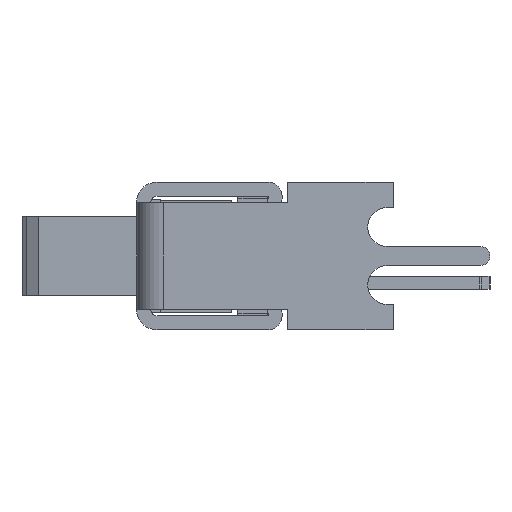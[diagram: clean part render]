
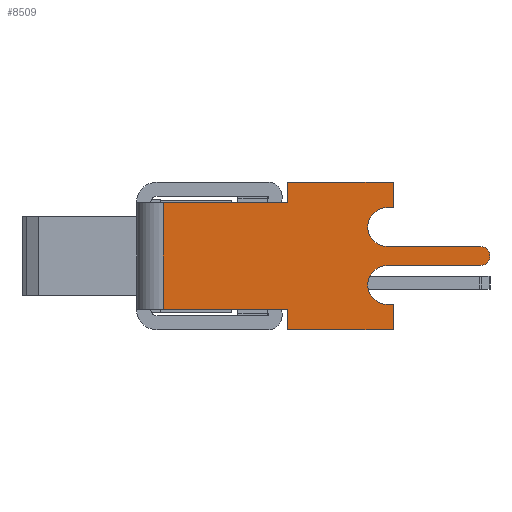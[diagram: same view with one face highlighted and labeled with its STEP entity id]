
A CAD part, left-side view. The second image highlights one B-rep face of the part: STEP entity #8509.
In plain terms, the highlighted planar face has unit normal (-1, 0, 0).
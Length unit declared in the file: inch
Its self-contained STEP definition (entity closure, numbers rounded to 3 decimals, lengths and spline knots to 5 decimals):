
#415=FACE_OUTER_BOUND('',#821,.T.);
#821=EDGE_LOOP('',(#6568,#6569,#6570,#6571,#6572,#6573,#6574,#6575,#6576,
#6577,#6578,#6579,#6580,#6581,#6582,#6583));
#1156=CIRCLE('',#9078,0.0305);
#1158=CIRCLE('',#9087,0.0305);
#1160=CIRCLE('',#9091,0.015);
#1800=LINE('',#13082,#2747);
#1806=LINE('',#13094,#2753);
#1809=LINE('',#13102,#2756);
#1813=LINE('',#13114,#2760);
#1816=LINE('',#13120,#2763);
#1819=LINE('',#13124,#2766);
#1821=LINE('',#13129,#2768);
#1824=LINE('',#13135,#2771);
#1827=LINE('',#13141,#2774);
#1831=LINE('',#13153,#2778);
#1833=LINE('',#13160,#2780);
#1834=LINE('',#13162,#2781);
#1835=LINE('',#13163,#2782);
#2747=VECTOR('',#10675,0.3937);
#2753=VECTOR('',#10683,0.3937);
#2756=VECTOR('',#10688,0.3937);
#2760=VECTOR('',#10700,0.3937);
#2763=VECTOR('',#10705,0.3937);
#2766=VECTOR('',#10710,0.3937);
#2768=VECTOR('',#10714,0.3937);
#2771=VECTOR('',#10719,0.3937);
#2774=VECTOR('',#10724,0.3937);
#2778=VECTOR('',#10736,0.3937);
#2780=VECTOR('',#10746,0.3937);
#2781=VECTOR('',#10747,0.3937);
#2782=VECTOR('',#10748,0.3937);
#3627=VERTEX_POINT('',#13078);
#3629=VERTEX_POINT('',#13081);
#3632=VERTEX_POINT('',#13088);
#3634=VERTEX_POINT('',#13092);
#3637=VERTEX_POINT('',#13099);
#3638=VERTEX_POINT('',#13101);
#3640=VERTEX_POINT('',#13107);
#3642=VERTEX_POINT('',#13113);
#3644=VERTEX_POINT('',#13119);
#3646=VERTEX_POINT('',#13128);
#3648=VERTEX_POINT('',#13134);
#3650=VERTEX_POINT('',#13140);
#3652=VERTEX_POINT('',#13146);
#3654=VERTEX_POINT('',#13152);
#3655=VERTEX_POINT('',#13159);
#3656=VERTEX_POINT('',#13161);
#4665=EDGE_CURVE('',#3627,#3629,#1800,.T.);
#4671=EDGE_CURVE('',#3634,#3632,#1806,.T.);
#4674=EDGE_CURVE('',#3637,#3638,#1809,.T.);
#4677=EDGE_CURVE('',#3638,#3640,#1156,.T.);
#4680=EDGE_CURVE('',#3640,#3642,#1813,.T.);
#4683=EDGE_CURVE('',#3642,#3644,#1816,.T.);
#4686=EDGE_CURVE('',#3644,#3634,#1819,.T.);
#4688=EDGE_CURVE('',#3629,#3646,#1821,.T.);
#4691=EDGE_CURVE('',#3646,#3648,#1824,.T.);
#4694=EDGE_CURVE('',#3648,#3650,#1827,.T.);
#4697=EDGE_CURVE('',#3650,#3652,#1158,.T.);
#4700=EDGE_CURVE('',#3652,#3654,#1831,.T.);
#4703=EDGE_CURVE('',#3654,#3637,#1160,.T.);
#4704=EDGE_CURVE('',#3627,#3655,#1833,.T.);
#4705=EDGE_CURVE('',#3655,#3656,#1834,.T.);
#4706=EDGE_CURVE('',#3656,#3632,#1835,.T.);
#6568=ORIENTED_EDGE('',*,*,#4671,.F.);
#6569=ORIENTED_EDGE('',*,*,#4686,.F.);
#6570=ORIENTED_EDGE('',*,*,#4683,.F.);
#6571=ORIENTED_EDGE('',*,*,#4680,.F.);
#6572=ORIENTED_EDGE('',*,*,#4677,.F.);
#6573=ORIENTED_EDGE('',*,*,#4674,.F.);
#6574=ORIENTED_EDGE('',*,*,#4703,.F.);
#6575=ORIENTED_EDGE('',*,*,#4700,.F.);
#6576=ORIENTED_EDGE('',*,*,#4697,.F.);
#6577=ORIENTED_EDGE('',*,*,#4694,.F.);
#6578=ORIENTED_EDGE('',*,*,#4691,.F.);
#6579=ORIENTED_EDGE('',*,*,#4688,.F.);
#6580=ORIENTED_EDGE('',*,*,#4665,.F.);
#6581=ORIENTED_EDGE('',*,*,#4704,.T.);
#6582=ORIENTED_EDGE('',*,*,#4705,.T.);
#6583=ORIENTED_EDGE('',*,*,#4706,.T.);
#7762=PLANE('',#9092);
#8509=ADVANCED_FACE('',(#415),#7762,.T.);
#9078=AXIS2_PLACEMENT_3D('',#13108,#10694,#10695);
#9087=AXIS2_PLACEMENT_3D('',#13147,#10730,#10731);
#9091=AXIS2_PLACEMENT_3D('',#13157,#10742,#10743);
#9092=AXIS2_PLACEMENT_3D('',#13158,#10744,#10745);
#10675=DIRECTION('',(0.,0.,1.));
#10683=DIRECTION('',(0.,0.,1.));
#10688=DIRECTION('',(0.,1.,0.));
#10694=DIRECTION('center_axis',(-1.,0.,0.));
#10695=DIRECTION('ref_axis',(0.,0.,
1.));
#10700=DIRECTION('',(0.,-1.,0.));
#10705=DIRECTION('',(0.,0.,-1.));
#10710=DIRECTION('',(0.,1.,0.));
#10714=DIRECTION('',(0.,-1.,0.));
#10719=DIRECTION('',(0.,0.,-1.));
#10724=DIRECTION('',(0.,1.,0.));
#10730=DIRECTION('center_axis',(-1.,0.,0.));
#10731=DIRECTION('ref_axis',(0.,0.,
1.));
#10736=DIRECTION('',(0.,-1.,0.));
#10742=DIRECTION('center_axis',(1.,0.,0.));
#10743=DIRECTION('ref_axis',(0.,0.,
1.));
#10744=DIRECTION('center_axis',(-1.,0.,0.));
#10745=DIRECTION('ref_axis',(0.,0.,
1.));
#10746=DIRECTION('',(0.,1.,0.));
#10747=DIRECTION('',(0.,0.,-1.));
#10748=DIRECTION('',(0.,-1.,0.));
#13078=CARTESIAN_POINT('',(0.05931,0.09899,-0.21664));
#13081=CARTESIAN_POINT('',(0.05931,0.09899,-0.18464));
#13082=CARTESIAN_POINT('',(0.05931,0.09899,-0.41664));
#13088=CARTESIAN_POINT('',(0.05931,0.09899,-0.38464));
#13092=CARTESIAN_POINT('',(0.05931,0.09899,-0.41664));
#13094=CARTESIAN_POINT('',(0.05931,0.09899,-0.41664));
#13099=CARTESIAN_POINT('',(0.05931,-0.20401,-0.31564));
#13101=CARTESIAN_POINT('',(0.05931,-0.05751,-0.31564));
#13102=CARTESIAN_POINT('',(0.05931,-0.20401,-0.31564));
#13107=CARTESIAN_POINT('',(0.05931,-0.05751,-0.37664));
#13108=CARTESIAN_POINT('Origin',(0.05931,-0.05751,
-0.34614));
#13113=CARTESIAN_POINT('',(0.05931,-0.06701,-0.37664));
#13114=CARTESIAN_POINT('',(0.05931,-0.05751,-0.37664));
#13119=CARTESIAN_POINT('',(0.05931,-0.06701,-0.41664));
#13120=CARTESIAN_POINT('',(0.05931,-0.06701,-0.37664));
#13124=CARTESIAN_POINT('',(0.05931,-0.06701,-0.41664));
#13128=CARTESIAN_POINT('',(0.05931,-0.06701,-0.18464));
#13129=CARTESIAN_POINT('',(0.05931,0.09899,-0.18464));
#13134=CARTESIAN_POINT('',(0.05931,-0.06701,-0.22464));
#13135=CARTESIAN_POINT('',(0.05931,-0.06701,-0.18464));
#13140=CARTESIAN_POINT('',(0.05931,-0.05751,-0.22464));
#13141=CARTESIAN_POINT('',(0.05931,-0.06701,-0.22464));
#13146=CARTESIAN_POINT('',(0.05931,-0.05751,-0.28564));
#13147=CARTESIAN_POINT('Origin',(0.05931,-0.05751,
-0.25514));
#13152=CARTESIAN_POINT('',(0.05931,-0.20401,-0.28564));
#13153=CARTESIAN_POINT('',(0.05931,-0.05751,-0.28564));
#13157=CARTESIAN_POINT('Origin',(0.05931,-0.20401,
-0.30064));
#13158=CARTESIAN_POINT('Origin',(0.05931,0.5819,-0.30064));
#13159=CARTESIAN_POINT('',(0.05931,0.29399,-0.21664));
#13160=CARTESIAN_POINT('',(0.05931,0.3104,-0.21664));
#13161=CARTESIAN_POINT('',(0.05931,0.29399,-0.38464));
#13162=CARTESIAN_POINT('',(0.05931,0.29399,-0.30064));
#13163=CARTESIAN_POINT('',(0.05931,0.4869,-0.38464));
